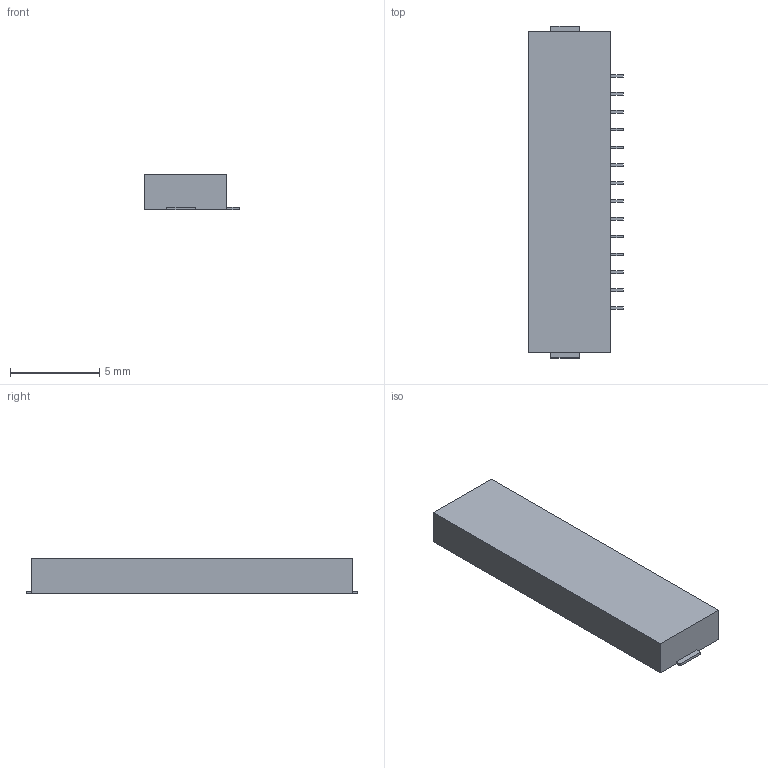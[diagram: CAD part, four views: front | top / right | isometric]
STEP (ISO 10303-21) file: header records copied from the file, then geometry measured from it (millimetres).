
FILE_DESCRIPTION(('FreeCAD Model'),'2;1');
FILE_NAME('Open CASCADE Shape Model','2024-03-01T16:14:40',(''),(''), 'Open CASCADE STEP processor 7.7','FreeCAD','Unknown');
FILE_SCHEMA(('AUTOMOTIVE_DESIGN { 1 0 10303 214 1 1 1 1 }'));
Length unit declared in the file: millimetre
Products named in the file (18): Unnamed; Pin 001; Pin 002; Pin 003; Pin 004; Pin 005; Pin 006; Pin 007; Pin 008; Pin 009; Pin 010; Pin 011; Pin 012; Pin 013; Pin 014; Left mounting; Right mounting; Cube
Assembly tree (17 placements, depth 2):
  Unnamed
    Pin 001
    Pin 002
    Pin 003
    Pin 004
    Pin 005
    Pin 006
    Pin 007
    Pin 008
    Pin 009
    Pin 010
    Pin 011
    Pin 012
    Pin 013
    Pin 014
    Left mounting
    Right mounting
    Cube
Bounding box: 5.32 x 18.6 x 2 mm (x, y, z)
Volume: 166 mm3; surface area: 265.7 mm2
Topology: 17 solids, 17 shells, 102 faces, 204 edges, 136 vertices
Faces by surface type: plane 102
Entity records: 3044 total; most frequent: CARTESIAN_POINT 460, DIRECTION 444, ORIENTED_EDGE 408, EDGE_CURVE 204, LINE 204, VECTOR 204, VERTEX_POINT 136, AXIS2_PLACEMENT_3D 120
